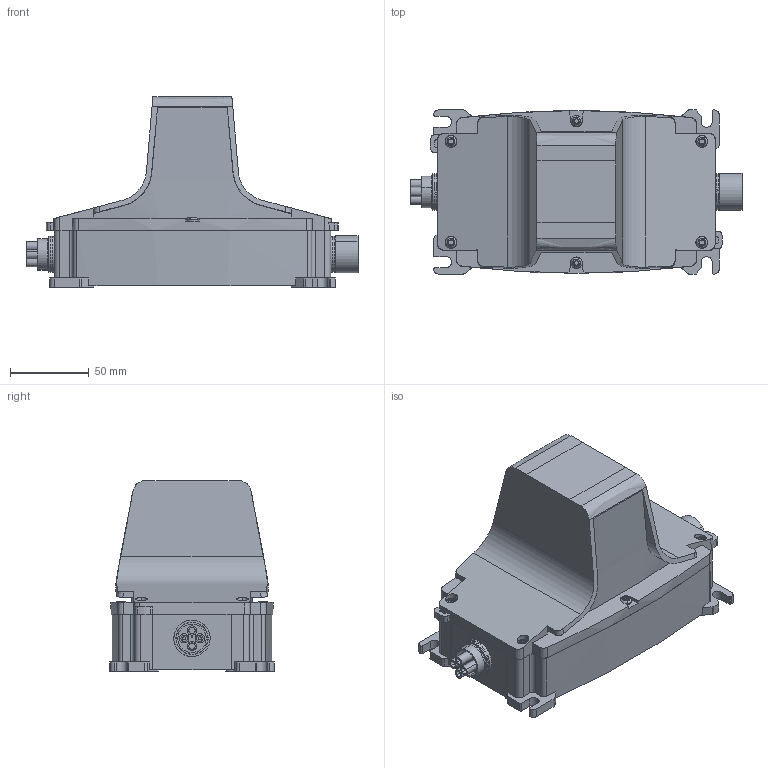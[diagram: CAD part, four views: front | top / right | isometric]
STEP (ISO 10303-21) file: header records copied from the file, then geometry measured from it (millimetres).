
FILE_DESCRIPTION(('CATIA V5 STEP Exchange','CAx-IF Rec.Pracs.--- Model Styling and Organization---1.5--- 2016-08-15','CAx-IF Rec.Pracs.---Supplemental Geometry---1.0---2011-11-01','CAx-IF Rec.Pracs.--- Composite Materials ---1.1---2010-07-15'),'2;1');
FILE_NAME ('D1640820_0', '2025-01-10T06:56:13+00:00', ('none'), ('Weidmueller'), 'CATIA Version 5-6 Release 2022 SP4 HF5', 'CATIA V5 STEP AP214 v3', 'none');
FILE_SCHEMA(('AUTOMOTIVE_DESIGN { 1 0 10303 214 1 1 1 1 }'));
Length unit declared in the file: millimetre
Products named in the file (1): S3D_FP_DUO_DC_RC_MF_SP
Bounding box: 210.4 x 104 x 121 mm (x, y, z)
Volume: 1139517.8 mm3; surface area: 89376.6 mm2
Topology: 1 solids, 1 shells, 514 faces, 1384 edges, 912 vertices
Faces by surface type: plane 222, cylinder 152, extrusion 76, bspline 28, torus 16, sphere 12, cone 8
Entity records: 18077 total; most frequent: CARTESIAN_POINT 5901, ORIENTED_EDGE 2768, DIRECTION 1677, EDGE_CURVE 1384, VERTEX_POINT 912, VECTOR 741, LINE 665, AXIS2_PLACEMENT_3D 661
